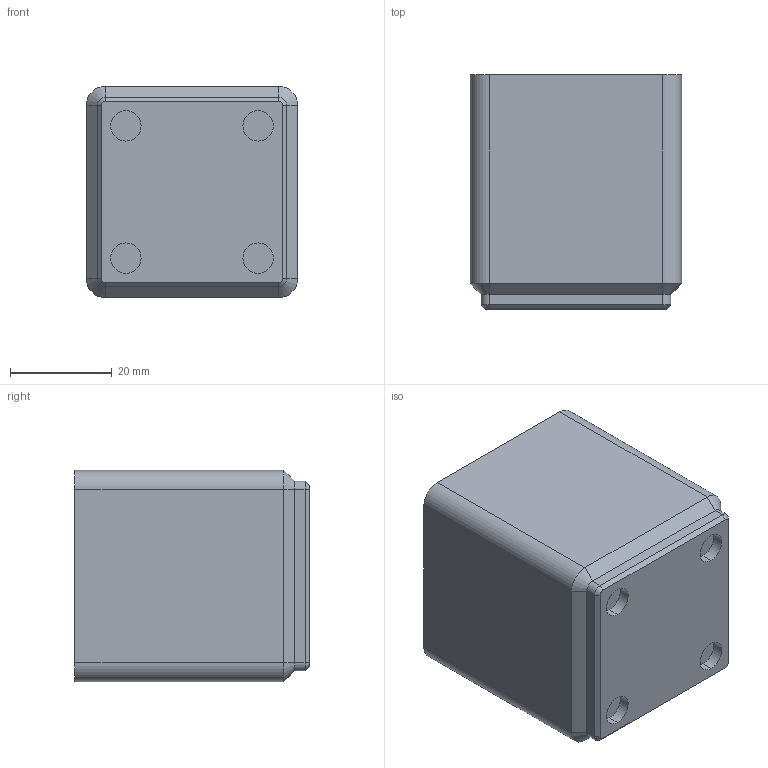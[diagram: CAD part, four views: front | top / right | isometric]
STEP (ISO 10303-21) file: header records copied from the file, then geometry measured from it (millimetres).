
FILE_DESCRIPTION (( 'STEP AP203' ), '1' );
FILE_NAME ('GRIDFINITY-BIN-REV3.STEP', '2022-11-18T23:30:03', ( '' ), ( '' ), 'SwSTEP 2.0', 'SolidWorks 2021', '' );
FILE_SCHEMA (( 'CONFIG_CONTROL_DESIGN' ));
Length unit declared in the file: millimetre
Products named in the file (1): GRIDFINITY-BIN-REV3
Bounding box: 41.5 x 46 x 41.5 mm (x, y, z)
Volume: 14413.7 mm3; surface area: 16949.7 mm2
Topology: 1 solids, 1 shells, 114 faces, 239 edges, 132 vertices
Faces by surface type: plane 62, cylinder 28, cone 24
Entity records: 3012 total; most frequent: DIRECTION 537, CARTESIAN_POINT 486, ORIENTED_EDGE 478, EDGE_CURVE 239, AXIS2_PLACEMENT_3D 183, VECTOR 171, LINE 171, VERTEX_POINT 132
